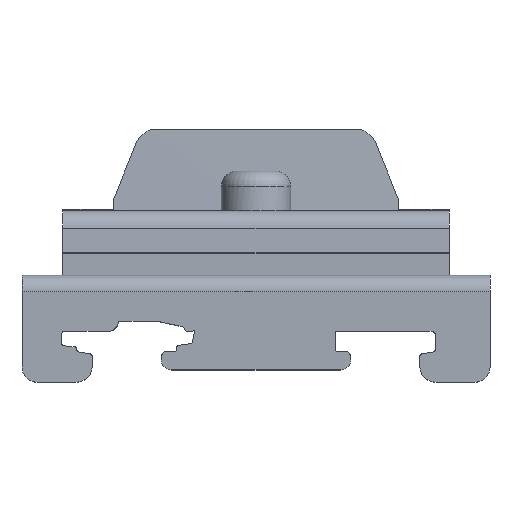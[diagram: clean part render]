
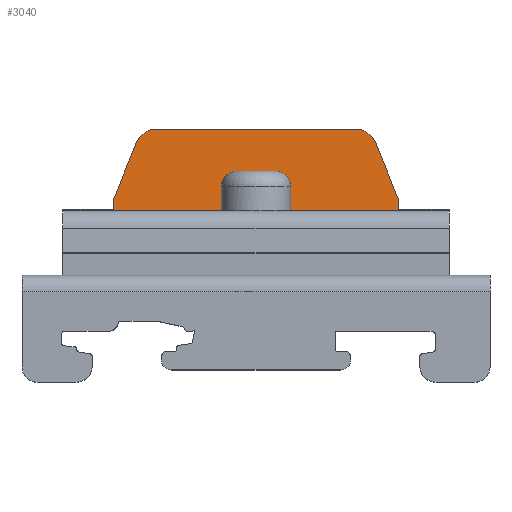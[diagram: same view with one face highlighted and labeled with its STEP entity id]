
A CAD part, top view. The second image highlights one B-rep face of the part: STEP entity #3040.
In plain terms, the highlighted planar face has unit normal (0, 0.052, 0.999).
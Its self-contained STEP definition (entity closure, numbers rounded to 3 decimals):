
#83=CARTESIAN_POINT('',(-10.4,12.327,-3.423));
#84=CARTESIAN_POINT('',(-10.734,12.195,-3.416));
#85=CARTESIAN_POINT('',(-11.289,11.82,-3.397));
#86=CARTESIAN_POINT('',(-11.669,11.269,-3.368));
#87=CARTESIAN_POINT('',(-11.804,10.937,-3.351));
#98=CARTESIAN_POINT('',(11.804,10.937,-3.351));
#99=CARTESIAN_POINT('',(11.669,11.269,-3.368));
#100=CARTESIAN_POINT('',(11.289,11.82,-3.397));
#101=CARTESIAN_POINT('',(10.734,12.195,-3.416));
#102=CARTESIAN_POINT('',(10.4,12.327,-3.423));
#117=DIRECTION('',(-0.374,0.926,-0.049));
#118=VECTOR('',#117,5.87);
#119=CARTESIAN_POINT('',(14.,5.5,-3.066));
#120=LINE('',#119,#118);
#129=DIRECTION('',(0.,0.999,-0.052));
#130=VECTOR('',#129,1.001);
#131=CARTESIAN_POINT('',(14.,4.5,-3.013));
#132=LINE('',#131,#130);
#141=DIRECTION('',(-1.,0.,0.));
#142=VECTOR('',#141,5.);
#143=CARTESIAN_POINT('',(19.,4.5,-3.013));
#144=LINE('',#143,#142);
#183=DIRECTION('',(0.,-0.999,0.052));
#184=VECTOR('',#183,0.163);
#185=CARTESIAN_POINT('',(19.,4.5,-3.013));
#186=LINE('',#185,#184);
#233=DIRECTION('',(0.,-0.999,0.052));
#234=VECTOR('',#233,0.163);
#235=CARTESIAN_POINT('',(-19.,4.5,-3.013));
#236=LINE('',#235,#234);
#275=DIRECTION('',(-1.,0.,0.));
#276=VECTOR('',#275,5.);
#277=CARTESIAN_POINT('',(-14.,4.5,-3.013));
#278=LINE('',#277,#276);
#287=DIRECTION('',(0.,-0.999,0.052));
#288=VECTOR('',#287,1.001);
#289=CARTESIAN_POINT('',(-14.,5.5,-3.066));
#290=LINE('',#289,#288);
#299=DIRECTION('',(-0.374,-0.926,0.049));
#300=VECTOR('',#299,5.87);
#301=CARTESIAN_POINT('',(-11.804,10.937,-3.351));
#302=LINE('',#301,#300);
#303=DIRECTION('',(-1.,0.,0.));
#304=VECTOR('',#303,20.801);
#305=CARTESIAN_POINT('',(10.4,12.327,-3.423));
#306=LINE('',#305,#304);
#307=DIRECTION('',(-1.,0.,0.));
#308=VECTOR('',#307,19.);
#309=CARTESIAN_POINT('',(0.,4.338,-3.003));
#310=LINE('',#309,#308);
#330=DIRECTION('',(-1.,0.,0.));
#331=VECTOR('',#330,19.);
#332=CARTESIAN_POINT('',(19.,4.338,-3.005));
#333=LINE('',#332,#331);
#2341=CARTESIAN_POINT('',(19.,4.5,-3.013));
#2342=CARTESIAN_POINT('',(19.,4.338,-3.005));
#2343=VERTEX_POINT('',#2341);
#2344=VERTEX_POINT('',#2342);
#2363=CARTESIAN_POINT('',(14.,4.5,-3.013));
#2364=VERTEX_POINT('',#2363);
#2367=CARTESIAN_POINT('',(14.,5.5,-3.066));
#2368=VERTEX_POINT('',#2367);
#2371=CARTESIAN_POINT('',(11.804,10.937,-3.351));
#2372=VERTEX_POINT('',#2371);
#2373=VERTEX_POINT('',#102);
#2375=VERTEX_POINT('',#83);
#2376=VERTEX_POINT('',#87);
#2379=CARTESIAN_POINT('',(-14.,5.5,-3.066));
#2380=VERTEX_POINT('',#2379);
#2383=CARTESIAN_POINT('',(-14.,4.5,-3.013));
#2384=VERTEX_POINT('',#2383);
#2387=CARTESIAN_POINT('',(-19.,4.5,-3.013));
#2388=VERTEX_POINT('',#2387);
#2397=CARTESIAN_POINT('',(-19.,4.338,-3.005));
#2398=VERTEX_POINT('',#2397);
#2721=CARTESIAN_POINT('',(0.,4.338,-3.));
#2722=VERTEX_POINT('',#2721);
#3018=CARTESIAN_POINT('',(30.,12.327,-3.423));
#3019=DIRECTION('',(0.,-0.052,-0.999));
#3020=DIRECTION('',(0.,-0.999,0.052));
#3021=AXIS2_PLACEMENT_3D('',#3018,#3019,#3020);
#3022=PLANE('',#3021);
#3023=ORIENTED_EDGE('',*,*,#2890,.T.);
#3025=ORIENTED_EDGE('',*,*,#3024,.T.);
#3027=ORIENTED_EDGE('',*,*,#3026,.T.);
#3028=ORIENTED_EDGE('',*,*,#2954,.F.);
#3029=ORIENTED_EDGE('',*,*,#2985,.F.);
#3030=ORIENTED_EDGE('',*,*,#2999,.F.);
#3031=ORIENTED_EDGE('',*,*,#3012,.F.);
#3032=ORIENTED_EDGE('',*,*,#2787,.F.);
#3033=ORIENTED_EDGE('',*,*,#2802,.F.);
#3034=ORIENTED_EDGE('',*,*,#2816,.F.);
#3035=ORIENTED_EDGE('',*,*,#2831,.F.);
#3036=ORIENTED_EDGE('',*,*,#2845,.F.);
#3037=ORIENTED_EDGE('',*,*,#2859,.F.);
#3038=EDGE_LOOP('',(#3023,#3025,#3027,#3028,#3029,#3030,#3031,#3032,#3033,#3034,
#3035,#3036,#3037));
#3039=FACE_OUTER_BOUND('',#3038,.F.);
#88=B_SPLINE_CURVE_WITH_KNOTS('',3,(#83,#84,#85,#86,#87),.UNSPECIFIED.,.F.,.F.,(
4,1,4),(0.,0.5,1.),.UNSPECIFIED.);
#103=B_SPLINE_CURVE_WITH_KNOTS('',3,(#98,#99,#100,#101,#102),.UNSPECIFIED.,.F.,
.F.,(4,1,4),(0.,0.5,1.),.UNSPECIFIED.);
#2787=EDGE_CURVE('',#2375,#2376,#88,.T.);
#2802=EDGE_CURVE('',#2373,#2375,#306,.T.);
#2816=EDGE_CURVE('',#2372,#2373,#103,.T.);
#2831=EDGE_CURVE('',#2368,#2372,#120,.T.);
#2845=EDGE_CURVE('',#2364,#2368,#132,.T.);
#2859=EDGE_CURVE('',#2343,#2364,#144,.T.);
#2890=EDGE_CURVE('',#2343,#2344,#186,.T.);
#2954=EDGE_CURVE('',#2388,#2398,#236,.T.);
#2985=EDGE_CURVE('',#2384,#2388,#278,.T.);
#2999=EDGE_CURVE('',#2380,#2384,#290,.T.);
#3012=EDGE_CURVE('',#2376,#2380,#302,.T.);
#3024=EDGE_CURVE('',#2344,#2722,#333,.T.);
#3026=EDGE_CURVE('',#2722,#2398,#310,.T.);
#3040=ADVANCED_FACE('',(#3039),#3022,.F.);
